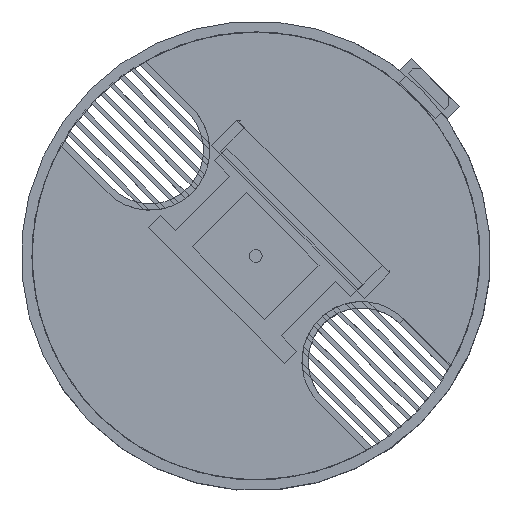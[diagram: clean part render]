
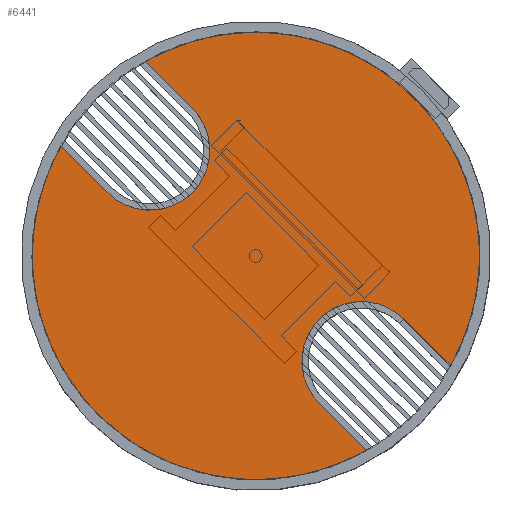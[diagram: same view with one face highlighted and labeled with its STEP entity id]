
A CAD part, front view. The second image highlights one B-rep face of the part: STEP entity #6441.
In plain terms, the highlighted face is planar.
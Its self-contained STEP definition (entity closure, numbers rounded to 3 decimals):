
#172=CIRCLE('',#6855,14.);
#182=CIRCLE('',#6880,52.5);
#183=CIRCLE('',#6882,14.);
#184=CIRCLE('',#6885,52.5);
#401=FACE_OUTER_BOUND('',#792,.T.);
#792=EDGE_LOOP('',(#4485,#4486,#4487,#4488,#4489,#4490,#4491,#4492));
#1257=LINE('',#9435,#2020);
#1260=LINE('',#9448,#2023);
#1262=LINE('',#9457,#2025);
#1265=LINE('',#9464,#2028);
#2020=VECTOR('',#7570,10.);
#2023=VECTOR('',#7591,10.);
#2025=VECTOR('',#7603,10.);
#2028=VECTOR('',#7612,10.);
#2740=VERTEX_POINT('',#9374);
#2741=VERTEX_POINT('',#9375);
#2764=VERTEX_POINT('',#9432);
#2765=VERTEX_POINT('',#9434);
#2766=VERTEX_POINT('',#9446);
#2767=VERTEX_POINT('',#9452);
#2768=VERTEX_POINT('',#9456);
#2769=VERTEX_POINT('',#9460);
#3384=EDGE_CURVE('',#2740,#2741,#172,.T.);
#3413=EDGE_CURVE('',#2764,#2765,#1257,.T.);
#3420=EDGE_CURVE('',#2741,#2766,#1260,.T.);
#3421=EDGE_CURVE('',#2765,#2766,#182,.T.);
#3422=EDGE_CURVE('',#2764,#2767,#183,.T.);
#3424=EDGE_CURVE('',#2767,#2768,#1262,.T.);
#3426=EDGE_CURVE('',#2769,#2768,#184,.T.);
#3428=EDGE_CURVE('',#2740,#2769,#1265,.T.);
#4485=ORIENTED_EDGE('',*,*,#3428,.F.);
#4486=ORIENTED_EDGE('',*,*,#3384,.T.);
#4487=ORIENTED_EDGE('',*,*,#3420,.T.);
#4488=ORIENTED_EDGE('',*,*,#3421,.F.);
#4489=ORIENTED_EDGE('',*,*,#3413,.F.);
#4490=ORIENTED_EDGE('',*,*,#3422,.T.);
#4491=ORIENTED_EDGE('',*,*,#3424,.T.);
#4492=ORIENTED_EDGE('',*,*,#3426,.F.);
#6110=PLANE('',#6887);
#6441=ADVANCED_FACE('',(#401),#6110,.F.);
#6855=AXIS2_PLACEMENT_3D('',#9376,#7520,#7521);
#6880=AXIS2_PLACEMENT_3D('',#9450,#7594,#7595);
#6882=AXIS2_PLACEMENT_3D('',#9453,#7598,#7599);
#6885=AXIS2_PLACEMENT_3D('',#9461,#7607,#7608);
#6887=AXIS2_PLACEMENT_3D('',#9465,#7613,#7614);
#7520=DIRECTION('center_axis',(0.,1.,
0.002));
#7521=DIRECTION('ref_axis',(0.002,0.002,-1.));
#7570=DIRECTION('',(-0.002,-0.002,1.));
#7591=DIRECTION('',(0.002,0.002,-1.));
#7594=DIRECTION('center_axis',(0.,1.,
0.002));
#7595=DIRECTION('ref_axis',(0.002,0.002,-1.));
#7598=DIRECTION('center_axis',(0.,1.,
0.002));
#7599=DIRECTION('ref_axis',(0.002,0.002,-1.));
#7603=DIRECTION('',(-0.002,-0.002,1.));
#7607=DIRECTION('center_axis',(0.,1.,
0.002));
#7608=DIRECTION('ref_axis',(0.002,0.002,-1.));
#7612=DIRECTION('',(0.002,0.002,-1.));
#7613=DIRECTION('center_axis',(0.,1.,
0.002));
#7614=DIRECTION('ref_axis',(0.002,0.002,-1.));
#9374=CARTESIAN_POINT('',(4.5,0.,-35.024));
#9375=CARTESIAN_POINT('',(32.5,0.,-34.976));
#9376=CARTESIAN_POINT('Origin',(18.5,0.,-35.));
#9432=CARTESIAN_POINT('',(32.381,-0.119,35.024));
#9434=CARTESIAN_POINT('',(32.355,-0.146,50.622));
#9435=CARTESIAN_POINT('',(32.381,-0.119,35.024));
#9446=CARTESIAN_POINT('',(32.526,0.026,-50.575));
#9448=CARTESIAN_POINT('',(32.5,0.,-34.976));
#9450=CARTESIAN_POINT('Origin',(18.441,-0.059,0.));
#9452=CARTESIAN_POINT('',(4.381,-0.119,34.976));
#9453=CARTESIAN_POINT('Origin',(18.381,-0.119,35.));
#9456=CARTESIAN_POINT('',(4.355,-0.145,50.575));
#9457=CARTESIAN_POINT('',(4.381,-0.119,34.976));
#9460=CARTESIAN_POINT('',(4.527,0.027,-50.623));
#9461=CARTESIAN_POINT('Origin',(18.441,-0.059,0.));
#9464=CARTESIAN_POINT('',(4.5,0.,-35.024));
#9465=CARTESIAN_POINT('Origin',(18.441,-0.059,0.));
